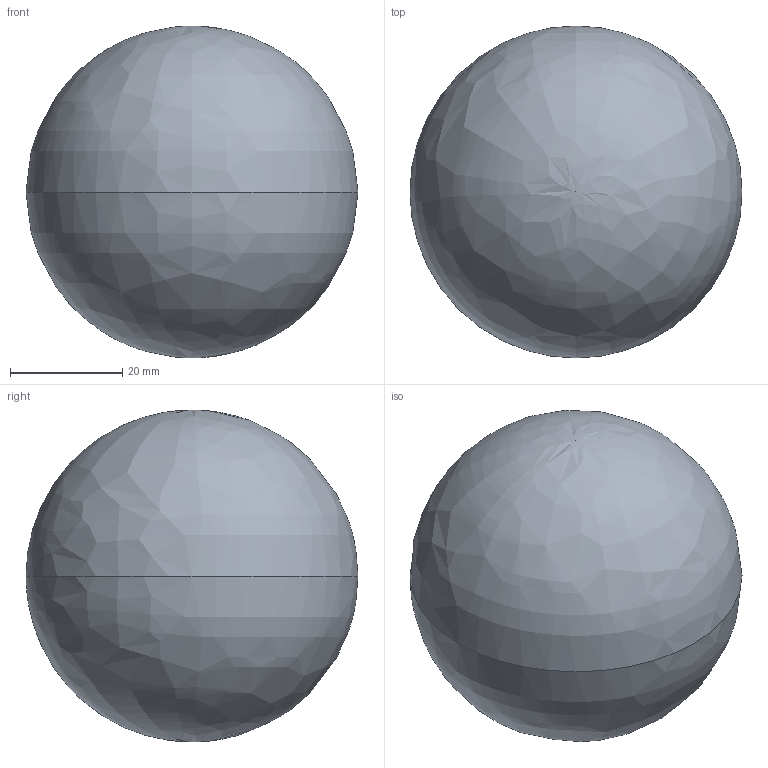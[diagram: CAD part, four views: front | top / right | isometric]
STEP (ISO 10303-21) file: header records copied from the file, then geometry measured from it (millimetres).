
FILE_DESCRIPTION(('FreeCAD Model'),'2;1');
FILE_NAME('Open CASCADE Shape Model','2025-05-04T09:04:21',('FreeCAD'),( 'FreeCAD'),'Open CASCADE STEP processor 7.6','FreeCAD','Unknown');
FILE_SCHEMA(('AUTOMOTIVE_DESIGN { 1 0 10303 214 1 1 1 1 }'));
Length unit declared in the file: millimetre
Products named in the file (1): Open CASCADE STEP translator 7.6 1
Bounding box: 59.1 x 59.1 x 59.1 mm (x, y, z)
Volume: 108121.4 mm3; surface area: 11003.5 mm2
Topology: 1 solids, 1 shells, 2 faces, 7 edges, 5 vertices
Faces by surface type: bspline 2
Entity records: 120 total; most frequent: CARTESIAN_POINT 75, ORIENTED_EDGE 10, EDGE_CURVE 5, VERTEX_POINT 5, DIRECTION 2, ADVANCED_FACE 2, FACE_BOUND 2, EDGE_LOOP 2
